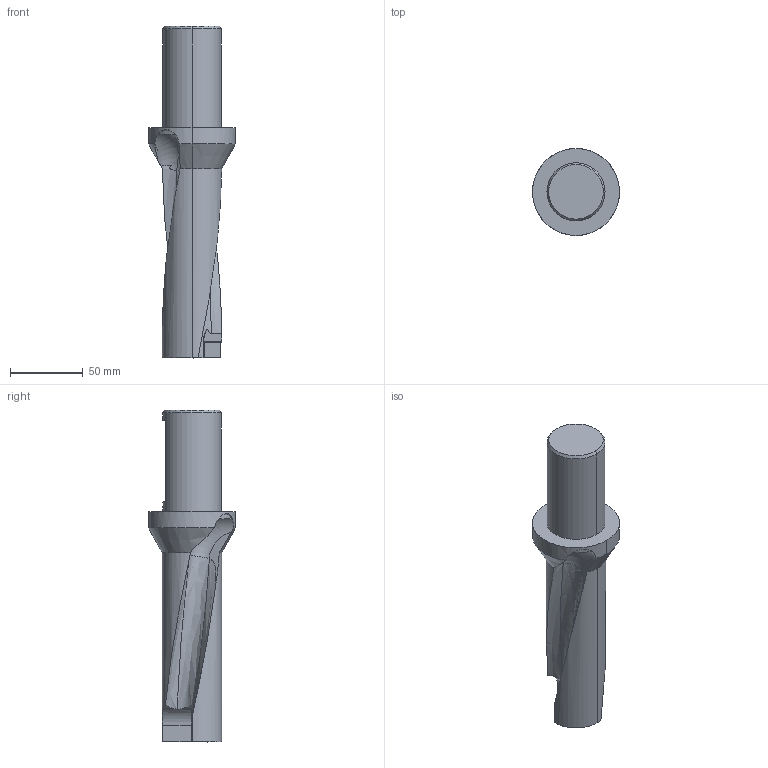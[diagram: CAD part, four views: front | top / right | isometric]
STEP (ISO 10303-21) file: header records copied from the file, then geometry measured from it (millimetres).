
FILE_DESCRIPTION(('no description'),'unknown implementation level');
FILE_NAME('soliddvVSzMcWZaMXTX4jaQ8_QSgyHEM_1.STP',' ',('CIM GmbH Aachen'),('CADClick - KiM GmbH - www.kimweb.de'),'unknown preprocess','ACIS','unknown authorization');
FILE_SCHEMA(('automotive_design'));
Length unit declared in the file: millimetre
Products named in the file (1): 1
Bounding box: 60 x 60 x 228.9 mm (x, y, z)
Volume: 246391.6 mm3; surface area: 38120.6 mm2
Topology: 1 solids, 1 shells, 75 faces, 202 edges, 131 vertices
Faces by surface type: plane 28, cylinder 21, revolution 10, cone 8, bspline 6, torus 2
Entity records: 6463 total; most frequent: CARTESIAN_POINT 2381, STYLED_ITEM 409, PRESENTATION_STYLE_ASSIGNMENT 409, COLOUR_RGB 409, ORIENTED_EDGE 404, DIRECTION 334, EDGE_CURVE 202, CURVE_STYLE 202
